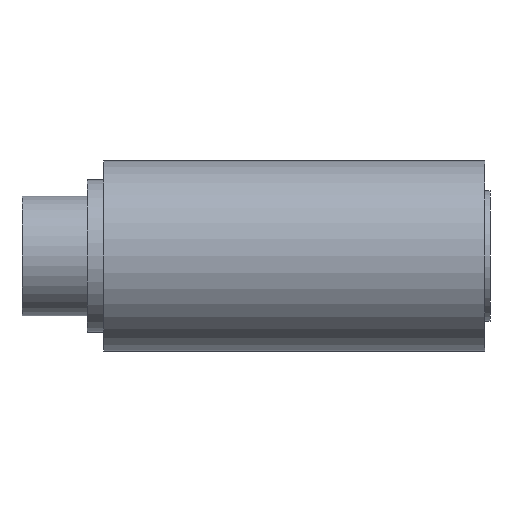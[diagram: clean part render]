
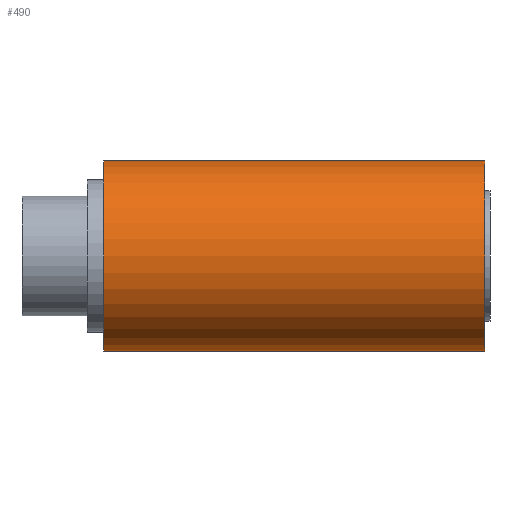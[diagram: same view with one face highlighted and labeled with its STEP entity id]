
A CAD part, front view. The second image highlights one B-rep face of the part: STEP entity #490.
In plain terms, the highlighted cylindrical face has radius 17.5 mm (diameter 35 mm), a partial arc.
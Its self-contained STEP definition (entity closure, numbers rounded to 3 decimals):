
#14 = CARTESIAN_POINT ( 'NONE',  ( 0., 0., 0. ) ) ;
#36 = ORIENTED_EDGE ( 'NONE', *, *, #428, .F. ) ;
#39 = CARTESIAN_POINT ( 'NONE',  ( -70., 0., 17.5 ) ) ;
#40 = VERTEX_POINT ( 'NONE', #514 ) ;
#53 = DIRECTION ( 'NONE',  ( -1., 0., 0. ) ) ;
#54 = AXIS2_PLACEMENT_3D ( 'NONE', #264, #451, #123 ) ;
#81 = VECTOR ( 'NONE', #95, 1000. ) ;
#88 = VERTEX_POINT ( 'NONE', #155 ) ;
#95 = DIRECTION ( 'NONE',  ( -1., 0., 0. ) ) ;
#105 = LINE ( 'NONE', #316, #106 ) ;
#106 = VECTOR ( 'NONE', #272, 1000. ) ;
#122 = AXIS2_PLACEMENT_3D ( 'NONE', #540, #53, #504 ) ;
#123 = DIRECTION ( 'NONE',  ( 0., 0., 1. ) ) ;
#132 = DIRECTION ( 'NONE',  ( -1., 0., 0. ) ) ;
#155 = CARTESIAN_POINT ( 'NONE',  ( -70., 0., -17.5 ) ) ;
#193 = LINE ( 'NONE', #281, #81 ) ;
#211 = FACE_OUTER_BOUND ( 'NONE', #479, .T. ) ;
#263 = ORIENTED_EDGE ( 'NONE', *, *, #337, .F. ) ;
#264 = CARTESIAN_POINT ( 'NONE',  ( 0., 0., 0. ) ) ;
#272 = DIRECTION ( 'NONE',  ( -1., 0., 0. ) ) ;
#281 = CARTESIAN_POINT ( 'NONE',  ( 0., 0., 17.5 ) ) ;
#310 = AXIS2_PLACEMENT_3D ( 'NONE', #14, #132, #456 ) ;
#316 = CARTESIAN_POINT ( 'NONE',  ( 0., 0., -17.5 ) ) ;
#322 = VERTEX_POINT ( 'NONE', #39 ) ;
#330 = CYLINDRICAL_SURFACE ( 'NONE', #310, 17.5 ) ;
#337 = EDGE_CURVE ( 'NONE', #40, #464, #377, .T. ) ;
#360 = CARTESIAN_POINT ( 'NONE',  ( 0., 0., -17.5 ) ) ;
#377 = CIRCLE ( 'NONE', #54, 17.5 ) ;
#428 = EDGE_CURVE ( 'NONE', #88, #322, #511, .T. ) ;
#451 = DIRECTION ( 'NONE',  ( 1., 0., 0. ) ) ;
#456 = DIRECTION ( 'NONE',  ( 0., 0., 1. ) ) ;
#458 = EDGE_CURVE ( 'NONE', #464, #88, #105, .T. ) ;
#464 = VERTEX_POINT ( 'NONE', #360 ) ;
#479 = EDGE_LOOP ( 'NONE', ( #512, #263, #486, #36 ) ) ;
#486 = ORIENTED_EDGE ( 'NONE', *, *, #545, .T. ) ;
#490 = ADVANCED_FACE ( 'NONE', ( #211 ), #330, .T. ) ;
#504 = DIRECTION ( 'NONE',  ( 0., 0., 1. ) ) ;
#511 = CIRCLE ( 'NONE', #122, 17.5 ) ;
#512 = ORIENTED_EDGE ( 'NONE', *, *, #458, .F. ) ;
#514 = CARTESIAN_POINT ( 'NONE',  ( 0., 0., 17.5 ) ) ;
#540 = CARTESIAN_POINT ( 'NONE',  ( -70., 0., 0. ) ) ;
#545 = EDGE_CURVE ( 'NONE', #40, #322, #193, .T. ) ;
